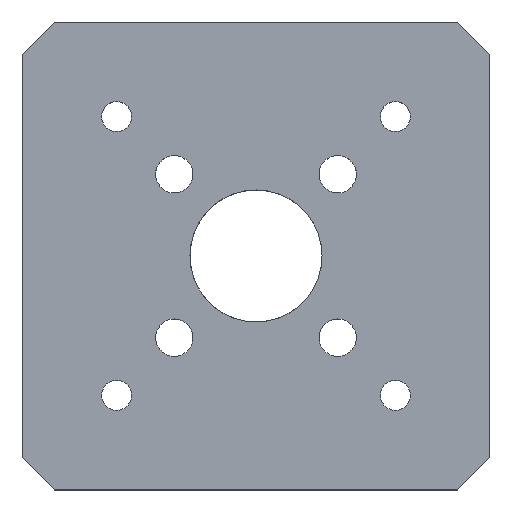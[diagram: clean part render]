
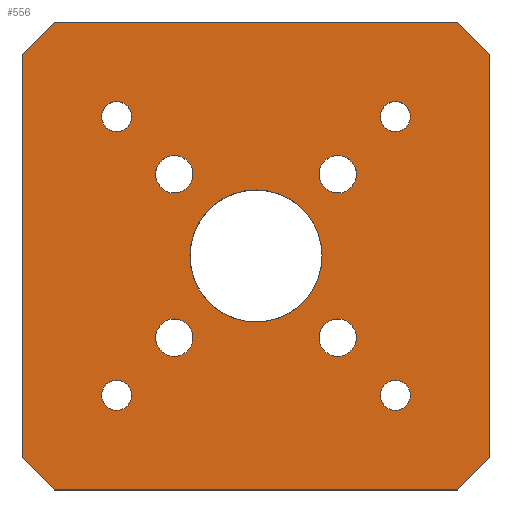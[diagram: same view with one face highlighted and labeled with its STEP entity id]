
A CAD part, top view. The second image highlights one B-rep face of the part: STEP entity #556.
In plain terms, the highlighted planar face has unit normal (0, 0, 1).
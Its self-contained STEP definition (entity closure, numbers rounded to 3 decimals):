
#28=FACE_BOUND('',#131,.T.);
#29=FACE_BOUND('',#132,.T.);
#30=FACE_BOUND('',#133,.T.);
#31=FACE_BOUND('',#134,.T.);
#32=FACE_BOUND('',#135,.T.);
#33=FACE_BOUND('',#136,.T.);
#34=FACE_BOUND('',#137,.T.);
#35=FACE_BOUND('',#138,.T.);
#36=FACE_BOUND('',#139,.T.);
#40=CIRCLE('',#586,2.55);
#42=CIRCLE('',#589,2.05);
#44=CIRCLE('',#592,2.55);
#46=CIRCLE('',#595,2.55);
#48=CIRCLE('',#598,2.55);
#50=CIRCLE('',#601,2.05);
#52=CIRCLE('',#604,2.05);
#54=CIRCLE('',#607,2.05);
#60=CIRCLE('',#627,9.);
#96=FACE_OUTER_BOUND('',#130,.T.);
#130=EDGE_LOOP('',(#489,#490,#491,#492,#493,#494,#495,#496));
#131=EDGE_LOOP('',(#497));
#132=EDGE_LOOP('',(#498));
#133=EDGE_LOOP('',(#499));
#134=EDGE_LOOP('',(#500));
#135=EDGE_LOOP('',(#501));
#136=EDGE_LOOP('',(#502));
#137=EDGE_LOOP('',(#503));
#138=EDGE_LOOP('',(#504));
#139=EDGE_LOOP('',(#505));
#176=LINE('',#898,#227);
#179=LINE('',#904,#230);
#181=LINE('',#908,#232);
#183=LINE('',#913,#234);
#186=LINE('',#918,#237);
#188=LINE('',#922,#239);
#190=LINE('',#925,#241);
#191=LINE('',#927,#242);
#227=VECTOR('',#740,10.);
#230=VECTOR('',#747,10.);
#232=VECTOR('',#751,10.);
#234=VECTOR('',#755,10.);
#237=VECTOR('',#760,10.);
#239=VECTOR('',#764,10.);
#241=VECTOR('',#768,10.);
#242=VECTOR('',#771,10.);
#253=VERTEX_POINT('',#807);
#255=VERTEX_POINT('',#813);
#257=VERTEX_POINT('',#819);
#259=VERTEX_POINT('',#825);
#261=VERTEX_POINT('',#831);
#263=VERTEX_POINT('',#837);
#265=VERTEX_POINT('',#843);
#267=VERTEX_POINT('',#849);
#284=VERTEX_POINT('',#895);
#285=VERTEX_POINT('',#897);
#286=VERTEX_POINT('',#903);
#287=VERTEX_POINT('',#907);
#288=VERTEX_POINT('',#911);
#289=VERTEX_POINT('',#912);
#290=VERTEX_POINT('',#917);
#291=VERTEX_POINT('',#921);
#292=VERTEX_POINT('',#929);
#304=EDGE_CURVE('',#253,#253,#40,.T.);
#307=EDGE_CURVE('',#255,#255,#42,.T.);
#310=EDGE_CURVE('',#257,#257,#44,.T.);
#313=EDGE_CURVE('',#259,#259,#46,.T.);
#316=EDGE_CURVE('',#261,#261,#48,.T.);
#319=EDGE_CURVE('',#263,#263,#50,.T.);
#322=EDGE_CURVE('',#265,#265,#52,.T.);
#325=EDGE_CURVE('',#267,#267,#54,.T.);
#349=EDGE_CURVE('',#285,#284,#176,.T.);
#352=EDGE_CURVE('',#286,#285,#179,.T.);
#354=EDGE_CURVE('',#284,#287,#181,.T.);
#356=EDGE_CURVE('',#288,#289,#183,.T.);
#359=EDGE_CURVE('',#289,#290,#186,.T.);
#361=EDGE_CURVE('',#290,#291,#188,.T.);
#363=EDGE_CURVE('',#291,#286,#190,.T.);
#364=EDGE_CURVE('',#287,#288,#191,.T.);
#365=EDGE_CURVE('',#292,#292,#60,.T.);
#489=ORIENTED_EDGE('',*,*,#349,.T.);
#490=ORIENTED_EDGE('',*,*,#354,.T.);
#491=ORIENTED_EDGE('',*,*,#364,.T.);
#492=ORIENTED_EDGE('',*,*,#356,.T.);
#493=ORIENTED_EDGE('',*,*,#359,.T.);
#494=ORIENTED_EDGE('',*,*,#361,.T.);
#495=ORIENTED_EDGE('',*,*,#363,.T.);
#496=ORIENTED_EDGE('',*,*,#352,.T.);
#497=ORIENTED_EDGE('',*,*,#304,.T.);
#498=ORIENTED_EDGE('',*,*,#307,.T.);
#499=ORIENTED_EDGE('',*,*,#310,.T.);
#500=ORIENTED_EDGE('',*,*,#313,.T.);
#501=ORIENTED_EDGE('',*,*,#316,.T.);
#502=ORIENTED_EDGE('',*,*,#319,.T.);
#503=ORIENTED_EDGE('',*,*,#322,.T.);
#504=ORIENTED_EDGE('',*,*,#325,.T.);
#505=ORIENTED_EDGE('',*,*,#365,.T.);
#531=PLANE('',#626);
#556=ADVANCED_FACE('',(#96,#28,#29,#30,#31,#32,#33,#34,#35,#36),#531,.T.);
#586=AXIS2_PLACEMENT_3D('',#809,#651,#652);
#589=AXIS2_PLACEMENT_3D('',#815,#658,#659);
#592=AXIS2_PLACEMENT_3D('',#821,#665,#666);
#595=AXIS2_PLACEMENT_3D('',#827,#672,#673);
#598=AXIS2_PLACEMENT_3D('',#833,#679,#680);
#601=AXIS2_PLACEMENT_3D('',#839,#686,#687);
#604=AXIS2_PLACEMENT_3D('',#845,#693,#694);
#607=AXIS2_PLACEMENT_3D('',#851,#700,#701);
#626=AXIS2_PLACEMENT_3D('',#928,#772,#773);
#627=AXIS2_PLACEMENT_3D('',#930,#774,#775);
#651=DIRECTION('center_axis',(0.,0.,-1.));
#652=DIRECTION('ref_axis',(-1.,0.,0.));
#658=DIRECTION('center_axis',(0.,0.,-1.));
#659=DIRECTION('ref_axis',(-1.,0.,0.));
#665=DIRECTION('center_axis',(0.,0.,-1.));
#666=DIRECTION('ref_axis',(-1.,0.,0.));
#672=DIRECTION('center_axis',(0.,0.,-1.));
#673=DIRECTION('ref_axis',(-1.,0.,0.));
#679=DIRECTION('center_axis',(0.,0.,-1.));
#680=DIRECTION('ref_axis',(-1.,0.,0.));
#686=DIRECTION('center_axis',(0.,0.,-1.));
#687=DIRECTION('ref_axis',(-1.,0.,0.));
#693=DIRECTION('center_axis',(0.,0.,-1.));
#694=DIRECTION('ref_axis',(-1.,0.,0.));
#700=DIRECTION('center_axis',(0.,0.,-1.));
#701=DIRECTION('ref_axis',(-1.,0.,0.));
#740=DIRECTION('',(0.,1.,0.));
#747=DIRECTION('',(0.707,0.707,0.));
#751=DIRECTION('',(-0.707,0.707,0.));
#755=DIRECTION('',(-0.707,-0.707,0.));
#760=DIRECTION('',(0.,-1.,0.));
#764=DIRECTION('',(0.707,-0.707,0.));
#768=DIRECTION('',(1.,0.,0.));
#771=DIRECTION('',(-1.,0.,0.));
#772=DIRECTION('center_axis',(0.,0.,1.));
#773=DIRECTION('ref_axis',(1.,0.,0.));
#774=DIRECTION('center_axis',(0.,0.,-1.));
#775=DIRECTION('ref_axis',(-1.,0.,0.));
#807=CARTESIAN_POINT('',(13.687,-11.137,15.));
#809=CARTESIAN_POINT('Origin',(11.137,-11.137,15.));
#813=CARTESIAN_POINT('',(21.05,-19.,15.));
#815=CARTESIAN_POINT('Origin',(19.,-19.,15.));
#819=CARTESIAN_POINT('',(-8.587,11.137,15.));
#821=CARTESIAN_POINT('Origin',(-11.137,11.137,15.));
#825=CARTESIAN_POINT('',(-8.587,-11.137,15.));
#827=CARTESIAN_POINT('Origin',(-11.137,-11.137,15.));
#831=CARTESIAN_POINT('',(13.687,11.137,15.));
#833=CARTESIAN_POINT('Origin',(11.137,11.137,15.));
#837=CARTESIAN_POINT('',(-16.95,19.,15.));
#839=CARTESIAN_POINT('Origin',(-19.,19.,15.));
#843=CARTESIAN_POINT('',(21.05,19.,15.));
#845=CARTESIAN_POINT('Origin',(19.,19.,15.));
#849=CARTESIAN_POINT('',(-16.95,-19.,15.));
#851=CARTESIAN_POINT('Origin',(-19.,-19.,15.));
#895=CARTESIAN_POINT('',(31.884,27.473,15.));
#897=CARTESIAN_POINT('',(31.884,-27.473,15.));
#898=CARTESIAN_POINT('',(31.884,-27.473,15.));
#903=CARTESIAN_POINT('',(27.472,-31.884,15.));
#904=CARTESIAN_POINT('',(27.472,-31.884,15.));
#907=CARTESIAN_POINT('',(27.472,31.884,15.));
#908=CARTESIAN_POINT('',(31.884,27.473,15.));
#911=CARTESIAN_POINT('',(-27.472,31.884,15.));
#912=CARTESIAN_POINT('',(-31.884,27.472,15.));
#913=CARTESIAN_POINT('',(-27.472,31.884,15.));
#917=CARTESIAN_POINT('',(-31.884,-27.472,15.));
#918=CARTESIAN_POINT('',(-31.884,27.472,15.));
#921=CARTESIAN_POINT('',(-27.472,-31.884,15.));
#922=CARTESIAN_POINT('',(-31.884,-27.472,15.));
#925=CARTESIAN_POINT('',(-27.472,-31.884,15.));
#927=CARTESIAN_POINT('',(27.472,31.884,15.));
#928=CARTESIAN_POINT('Origin',(17.678,-17.678,15.));
#929=CARTESIAN_POINT('',(9.,0.,15.));
#930=CARTESIAN_POINT('Origin',(0.,0.,15.));
